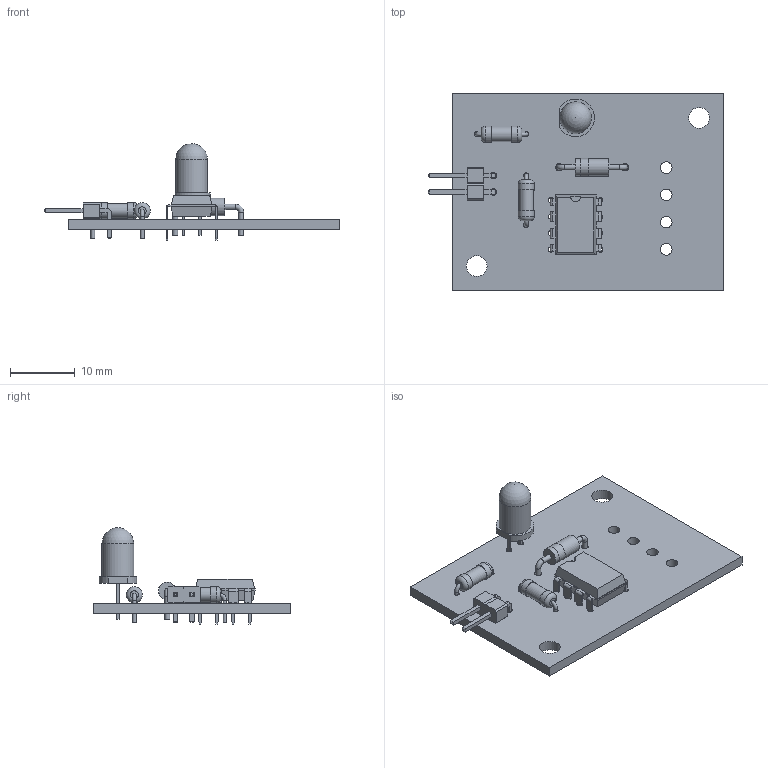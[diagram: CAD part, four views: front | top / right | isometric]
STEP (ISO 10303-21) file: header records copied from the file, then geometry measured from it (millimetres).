
FILE_DESCRIPTION(('KiCad electronic assembly'),'2;1');
FILE_NAME('K40Optokoppler.step','2020-07-02T22:59:21',('An Author'),( 'A Company'),'Open CASCADE STEP processor 6.9', 'KiCad to STEP converter','Unknown');
FILE_SCHEMA(('AUTOMOTIVE_DESIGN { 1 0 10303 214 1 1 1 1 }'));
Length unit declared in the file: millimetre
Products named in the file (12): Open CASCADE STEP translator 6.9 1; PinHeader_1x02_P2.54mm_Horizontal; SOLID; R_Axial_DIN0207_L6.3mm_D2.5mm_P7.62mm_Horizontal; DIP-8_W7.62mm; LED_D5.0mm; D_DO-41_SOD81_P10.16mm_Horizontal; COMPOUND
Assembly tree (12 placements, depth 3):
  Open CASCADE STEP translator 6.9 1
    PinHeader_1x02_P2.54mm_Horizontal
      SOLID
    R_Axial_DIN0207_L6.3mm_D2.5mm_P7.62mm_Horizontal  x2
      SOLID
    DIP-8_W7.62mm
      SOLID
    LED_D5.0mm
      SOLID
    D_DO-41_SOD81_P10.16mm_Horizontal
      SOLID
    COMPOUND
Bounding box: 45.6 x 30.48 x 14.9 mm (x, y, z)
Volume: 2461.5 mm3; surface area: 3694.4 mm2
Topology: 7 solids, 7 shells, 297 faces, 724 edges, 459 vertices
Faces by surface type: plane 204, cylinder 62, bspline 20, torus 10, sphere 1
Full cylindrical faces by diameter (mm): 0.6 x4, 0.8 x16, 0.9 x2, 1 x2, 1.1 x2, 1.8 x4, 2.25 x2, 2.5 x4, 2.7 x2, 2.72 x1, 3.2 x2, 4.9 x1
Entity records: 21871 total; most frequent: CARTESIAN_POINT 5734, DIRECTION 2617, LINE 1780, VECTOR 1780, ORIENTED_EDGE 1400, PCURVE 1400, DEFINITIONAL_REPRESENTATION 1400, EDGE_CURVE 700
